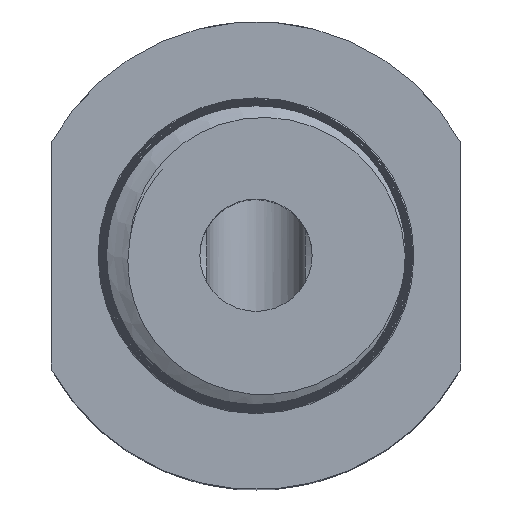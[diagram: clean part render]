
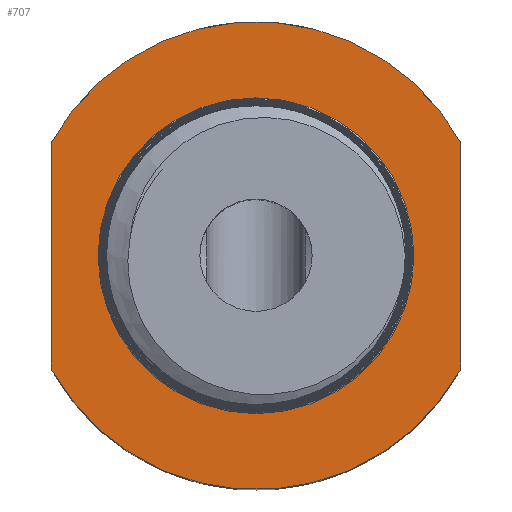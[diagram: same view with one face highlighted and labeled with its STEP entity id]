
A CAD part, top view. The second image highlights one B-rep face of the part: STEP entity #707.
In plain terms, the highlighted planar face has unit normal (0, 0, 1).
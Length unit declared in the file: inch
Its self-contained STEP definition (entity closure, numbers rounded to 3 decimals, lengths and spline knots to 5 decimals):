
#18=FACE_BOUND('',#130,.T.);
#26=PLANE('',#783);
#87=FACE_OUTER_BOUND('',#129,.T.);
#129=EDGE_LOOP('',(#655,#656,#657,#658));
#130=EDGE_LOOP('',(#659));
#141=CIRCLE('',#760,0.3375);
#145=CIRCLE('',#769,0.5);
#148=CIRCLE('',#775,0.5);
#229=LINE('',#7037,#263);
#235=LINE('',#7114,#269);
#263=VECTOR('',#894,0.3937);
#269=VECTOR('',#922,0.3937);
#319=VERTEX_POINT('',#5102);
#328=VERTEX_POINT('',#7014);
#329=VERTEX_POINT('',#7016);
#332=VERTEX_POINT('',#7035);
#335=VERTEX_POINT('',#7056);
#409=EDGE_CURVE('',#319,#319,#141,.T.);
#427=EDGE_CURVE('',#328,#329,#145,.T.);
#432=EDGE_CURVE('',#332,#328,#229,.T.);
#437=EDGE_CURVE('',#335,#332,#148,.T.);
#446=EDGE_CURVE('',#329,#335,#235,.T.);
#655=ORIENTED_EDGE('',*,*,#437,.F.);
#656=ORIENTED_EDGE('',*,*,#446,.F.);
#657=ORIENTED_EDGE('',*,*,#427,.F.);
#658=ORIENTED_EDGE('',*,*,#432,.F.);
#659=ORIENTED_EDGE('',*,*,#409,.T.);
#707=ADVANCED_FACE('',(#87,#18),#26,.T.);
#760=AXIS2_PLACEMENT_3D('',#5104,#866,#867);
#769=AXIS2_PLACEMENT_3D('',#7017,#887,#888);
#775=AXIS2_PLACEMENT_3D('',#7058,#904,#905);
#783=AXIS2_PLACEMENT_3D('',#7117,#926,#927);
#866=DIRECTION('center_axis',(0.,0.,-1.));
#867=DIRECTION('ref_axis',(-1.,0.,0.));
#887=DIRECTION('center_axis',(0.,0.,-1.));
#888=DIRECTION('ref_axis',(1.,0.,0.));
#894=DIRECTION('',(0.,-1.,0.));
#904=DIRECTION('center_axis',(0.,0.,-1.));
#905=DIRECTION('ref_axis',(1.,0.,0.));
#922=DIRECTION('',(0.,1.,0.));
#926=DIRECTION('center_axis',(0.,0.,1.));
#927=DIRECTION('ref_axis',(1.,0.,0.));
#5102=CARTESIAN_POINT('',(0.,-0.3375,0.78));
#5104=CARTESIAN_POINT('Origin',(0.,0.,0.78));
#7014=CARTESIAN_POINT('',(0.4375,-0.24206,0.78));
#7016=CARTESIAN_POINT('',(-0.4375,-0.24206,0.78));
#7017=CARTESIAN_POINT('Origin',(0.,0.,0.78));
#7035=CARTESIAN_POINT('',(0.4375,0.24206,0.78));
#7037=CARTESIAN_POINT('',(0.4375,-0.24206,0.78));
#7056=CARTESIAN_POINT('',(-0.4375,0.24206,0.78));
#7058=CARTESIAN_POINT('Origin',(0.,0.,0.78));
#7114=CARTESIAN_POINT('',(-0.4375,0.24206,0.78));
#7117=CARTESIAN_POINT('Origin',(0.,0.,0.78));
